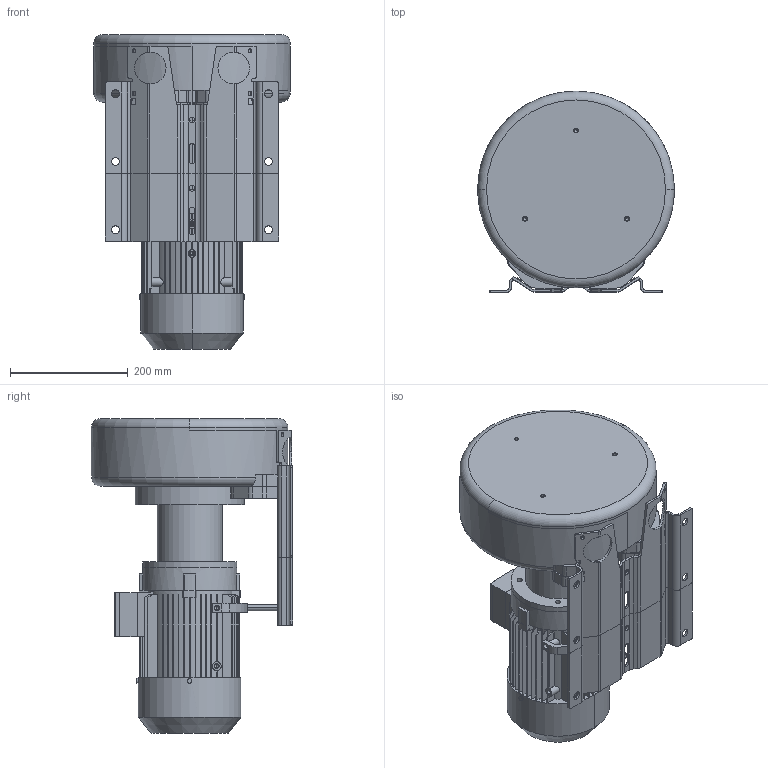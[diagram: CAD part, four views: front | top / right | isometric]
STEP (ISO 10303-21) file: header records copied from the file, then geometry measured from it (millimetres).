
FILE_DESCRIPTION((''),'2;1');
FILE_NAME('MD-001180_ASM','2014-03-20T',('rnennstiel'),('vacuvane vacuum technology gmbh'),'PRO/ENGINEER BY PARAMETRIC TECHNOLOGY CORPORATION, 2010140','PRO/ENGINEER BY PARAMETRIC TECHNOLOGY CORPORATION, 2010140','');
FILE_SCHEMA(('AUTOMOTIVE_DESIGN_CC2 { 1 2 10303 214 -1 1 5 2 }'));
Length unit declared in the file: millimetre
Products named in the file (9): MD-001178; MD-000484; MD-000905; MD-000904_ASM; MD-000227; MD-001342; MD-000908; MD-000366; MD-001180_ASM
Assembly tree (9 placements, depth 3):
  MD-001180_ASM
    MD-001178
    MD-000904_ASM
      MD-000484
      MD-000905
    MD-000227
    MD-001342
    MD-000908
    MD-000366  x2
Bounding box: 334 x 342 x 534.2 mm (x, y, z)
Volume: 16795232.8 mm3; surface area: 1078650 mm2
Topology: 8 solids, 19 shells, 844 faces, 2369 edges, 1553 vertices
Faces by surface type: plane 389, cylinder 317, cone 127, bspline 4, extrusion 4, torus 3
Entity records: 33937 total; most frequent: CARTESIAN_POINT 7765, ORIENTED_EDGE 4514, DIRECTION 4504, EDGE_CURVE 2279, AXIS2_PLACEMENT_3D 1647, VERTEX_POINT 1509, PRESENTATION_STYLE_ASSIGNMENT 1388, STYLED_ITEM 1372
